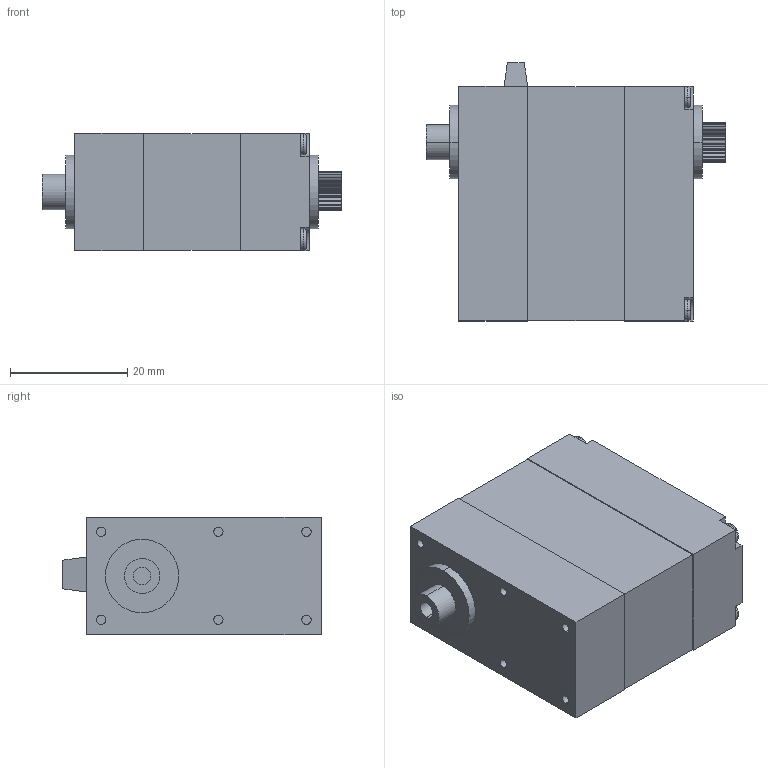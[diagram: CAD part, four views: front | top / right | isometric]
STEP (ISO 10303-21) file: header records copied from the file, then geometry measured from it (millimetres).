
FILE_DESCRIPTION (( 'STEP AP214' ), '1' );
FILE_NAME ('邧粣嗆儂.STEP', '2023-05-31T08:22:02', ( '' ), ( '' ), 'SwSTEP 2.0', 'SolidWorks 2020', '' );
FILE_SCHEMA (( 'AUTOMOTIVE_DESIGN' ));
Length unit declared in the file: millimetre
Products named in the file (1): 邧粣嗆儂
Bounding box: 51 x 44 x 20 mm (x, y, z)
Volume: 32260.7 mm3; surface area: 7221.9 mm2
Topology: 1 solids, 1 shells, 298 faces, 809 edges, 536 vertices
Faces by surface type: cylinder 144, plane 126, cone 16, torus 8, bspline 4
Entity records: 9647 total; most frequent: CARTESIAN_POINT 1872, DIRECTION 1695, ORIENTED_EDGE 1618, EDGE_CURVE 809, AXIS2_PLACEMENT_3D 663, VERTEX_POINT 536, LINE 369, VECTOR 369
